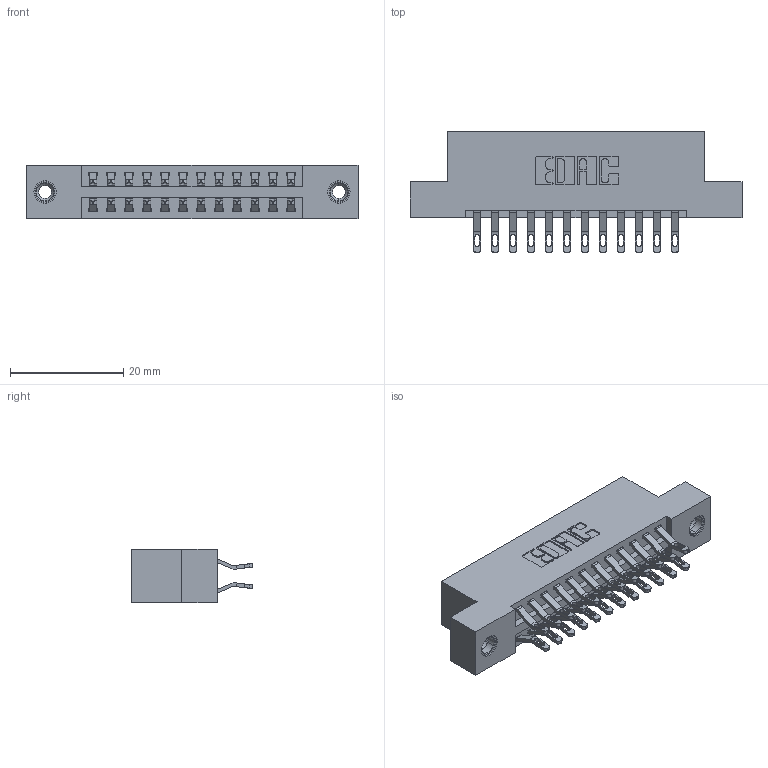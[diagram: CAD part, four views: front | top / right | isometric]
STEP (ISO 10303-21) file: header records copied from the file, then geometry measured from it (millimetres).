
FILE_DESCRIPTION (( 'STEP AP203' ), '1' );
FILE_NAME ('396-024-555-208.STEP', '2018-09-01T14:38:32', ( '' ), ( '' ), 'SwSTEP 2.0', 'SolidWorks 2016', '' );
FILE_SCHEMA (( 'CONFIG_CONTROL_DESIGN' ));
Length unit declared in the file: inch
Products named in the file (4): 346 Part_Flush Mounting Lugs - 0.156 Dia-TI; 345-292-001_555 Tail; 345-250-001_345-250-003-102; 396-024-555-208
Assembly tree (27 placements, depth 2):
  396-024-555-208
    346 Part_Flush Mounting Lugs - 0.156 Dia-TI
    345-292-001_555 Tail  x24
    345-250-001_345-250-003-102  x2
Bounding box: 58.67 x 21.46 x 9.4 mm (x, y, z)
Volume: 5551.5 mm3; surface area: 7427.6 mm2
Topology: 27 solids, 27 shells, 1574 faces, 4857 edges, 3230 vertices
Faces by surface type: plane 900, cylinder 658, cone 12, torus 4
Entity records: 13382 total; most frequent: CARTESIAN_POINT 2265, ORIENTED_EDGE 2162, DIRECTION 2043, EDGE_CURVE 1081, VECTOR 861, LINE 861, VERTEX_POINT 716, AXIS2_PLACEMENT_3D 591
